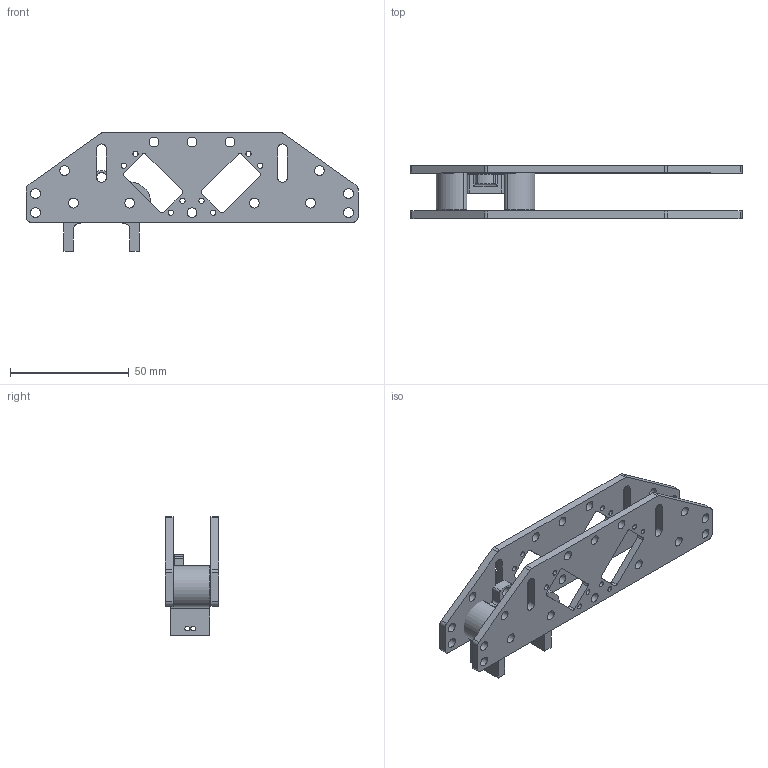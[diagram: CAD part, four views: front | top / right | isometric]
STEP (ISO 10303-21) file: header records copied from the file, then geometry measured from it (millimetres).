
FILE_DESCRIPTION(/* description */ ('STEP AP242','CAx-IF Rec.Pracs.---Representation and Presentation of Product Manufacturing Information (PMI)---4.0---2014-10-13','CAx-IF Rec.Pracs.---3D Tessellated Geometry---0.4---2014-09-14','2;1'),/* implementation_level */ '2;1');
FILE_NAME(/* name */ '6673b1fbe89710111578a90c',/* time_stamp */ '2024-06-20T04:37:15Z',/* author */ (''),/* organization */ (''),/* preprocessor_version */ 'ST-DEVELOPER v20',/* originating_system */ ' ',/* authorisation */ ' ');
FILE_SCHEMA (('AP242_MANAGED_MODEL_BASED_3D_ENGINEERING_MIM_LF { 1 0 10303 442 1 1 4 }'));
Length unit declared in the file: metre
Products named in the file (5): Part 6; Part 5; Part 3; Part 2; Part 1
Bounding box: 139.95 x 22.35 x 50.1 mm (x, y, z)
Volume: 31209 mm3; surface area: 23981.7 mm2
Topology: 5 solids, 5 shells, 167 faces, 471 edges, 314 vertices
Faces by surface type: cylinder 109, plane 58
Full cylindrical faces by diameter (mm): 2 x4, 2.2 x16, 4 x1, 4.05 x21, 4.15 x8, 4.2 x2
Entity records: 5590 total; most frequent: DIRECTION 977, CARTESIAN_POINT 901, ORIENTED_EDGE 834, EDGE_CURVE 417, AXIS2_PLACEMENT_3D 388, EDGE_LOOP 339, FACE_BOUND 339, VERTEX_POINT 312
